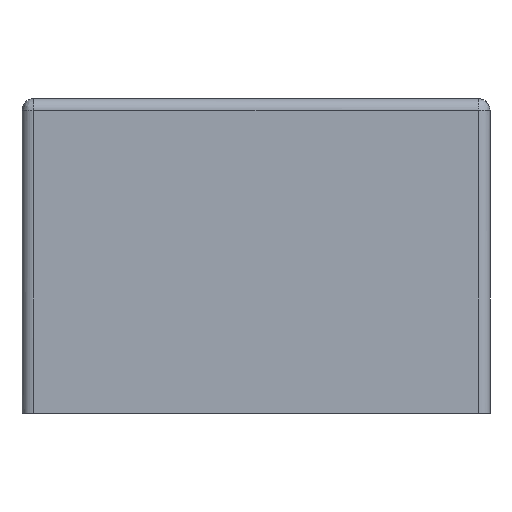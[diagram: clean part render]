
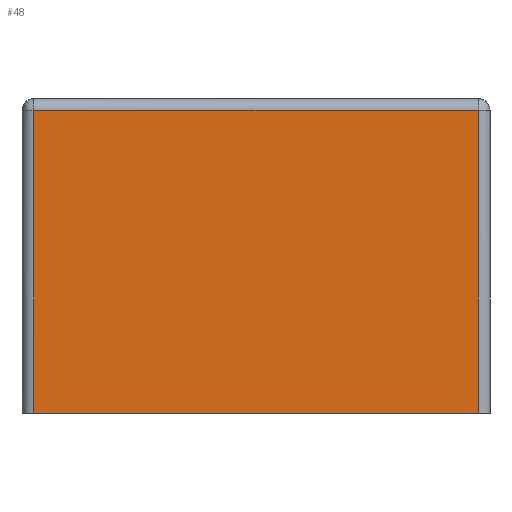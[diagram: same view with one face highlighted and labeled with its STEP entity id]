
A CAD part, left-side view. The second image highlights one B-rep face of the part: STEP entity #48.
In plain terms, the highlighted planar face has unit normal (-1, 0, 0).
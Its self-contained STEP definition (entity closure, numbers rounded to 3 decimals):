
#48=ADVANCED_FACE('',(#258),#3232,.T.);
#258=FACE_OUTER_BOUND('',#468,.T.);
#468=EDGE_LOOP('',(#723,#724,#725,#726));
#723=ORIENTED_EDGE('',*,*,#1763,.T.);
#724=ORIENTED_EDGE('',*,*,#1752,.T.);
#725=ORIENTED_EDGE('',*,*,#1764,.T.);
#726=ORIENTED_EDGE('',*,*,#1762,.F.);
#1752=EDGE_CURVE('',#2800,#2799,#2296,.T.);
#1762=EDGE_CURVE('',#2807,#2808,#2306,.T.);
#1763=EDGE_CURVE('',#2807,#2800,#2307,.T.);
#1764=EDGE_CURVE('',#2799,#2808,#2308,.T.);
#2296=B_SPLINE_CURVE_WITH_KNOTS('',1,(#5399,#5400),.UNSPECIFIED.,.F.,.F.,
(2,2),(34.8,46.1),.UNSPECIFIED.);
#2306=B_SPLINE_CURVE_WITH_KNOTS('',1,(#5419,#5420),.UNSPECIFIED.,.F.,.F.,
(2,2),(0.3,11.6),.UNSPECIFIED.);
#2307=B_SPLINE_CURVE_WITH_KNOTS('',1,(#5421,#5422),.UNSPECIFIED.,.F.,.F.,
(2,2),(0.3,8.),.UNSPECIFIED.);
#2308=B_SPLINE_CURVE_WITH_KNOTS('',1,(#5423,#5424),.UNSPECIFIED.,.F.,.F.,
(2,2),(0.,7.7),.UNSPECIFIED.);
#2799=VERTEX_POINT('',#5055);
#2800=VERTEX_POINT('',#5056);
#2807=VERTEX_POINT('',#5063);
#2808=VERTEX_POINT('',#5064);
#3232=PLANE('',#3370);
#3370=AXIS2_PLACEMENT_3D('',#3612,#3491,$);
#3491=DIRECTION('',(-1.,0.,0.));
#3612=CARTESIAN_POINT('',(0.,11.9,0.));
#5055=CARTESIAN_POINT('',(0.,0.3,0.));
#5056=CARTESIAN_POINT('',(0.,11.6,0.));
#5063=CARTESIAN_POINT('',(0.,11.6,7.7));
#5064=CARTESIAN_POINT('',(0.,0.3,7.7));
#5399=CARTESIAN_POINT('',(0.,11.6,0.));
#5400=CARTESIAN_POINT('',(0.,0.3,0.));
#5419=CARTESIAN_POINT('',(0.,11.6,7.7));
#5420=CARTESIAN_POINT('',(0.,0.3,7.7));
#5421=CARTESIAN_POINT('',(0.,11.6,7.7));
#5422=CARTESIAN_POINT('',(0.,11.6,0.));
#5423=CARTESIAN_POINT('',(0.,0.3,0.));
#5424=CARTESIAN_POINT('',(0.,0.3,7.7));
